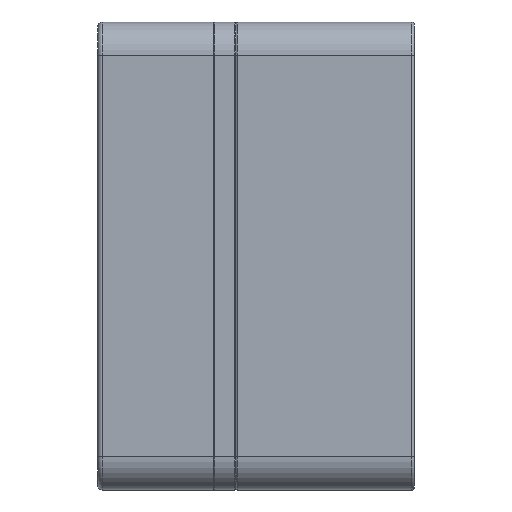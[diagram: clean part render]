
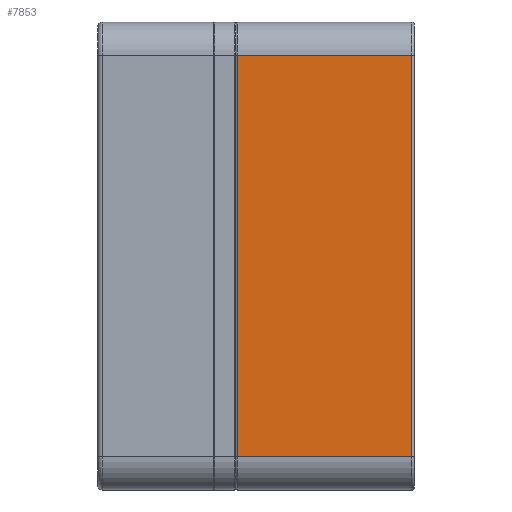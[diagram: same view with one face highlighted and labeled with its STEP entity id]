
A CAD part, left-side view. The second image highlights one B-rep face of the part: STEP entity #7853.
In plain terms, the highlighted planar face has unit normal (-1, 0, 0).
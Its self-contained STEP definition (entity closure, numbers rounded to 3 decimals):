
#281=PLANE('',#8742);
#751=FACE_OUTER_BOUND('',#1262,.T.);
#1262=EDGE_LOOP('',(#6716,#6717,#6718,#6719));
#2405=LINE('',#13337,#3030);
#2406=LINE('',#13342,#3031);
#2408=LINE('',#13348,#3033);
#2409=LINE('',#13349,#3034);
#3030=VECTOR('',#10937,10.);
#3031=VECTOR('',#10944,10.);
#3033=VECTOR('',#10950,10.);
#3034=VECTOR('',#10951,10.);
#3731=VERTEX_POINT('',#13331);
#3732=VERTEX_POINT('',#13335);
#3733=VERTEX_POINT('',#13341);
#3735=VERTEX_POINT('',#13347);
#4768=EDGE_CURVE('',#3732,#3731,#2405,.T.);
#4770=EDGE_CURVE('',#3731,#3733,#2406,.T.);
#4773=EDGE_CURVE('',#3732,#3735,#2408,.T.);
#4774=EDGE_CURVE('',#3733,#3735,#2409,.T.);
#6716=ORIENTED_EDGE('',*,*,#4768,.F.);
#6717=ORIENTED_EDGE('',*,*,#4773,.T.);
#6718=ORIENTED_EDGE('',*,*,#4774,.F.);
#6719=ORIENTED_EDGE('',*,*,#4770,.F.);
#7853=ADVANCED_FACE('',(#751),#281,.T.);
#8742=AXIS2_PLACEMENT_3D('',#13346,#10948,#10949);
#10937=DIRECTION('',(0.,0.,1.));
#10944=DIRECTION('',(0.,-1.,0.));
#10948=DIRECTION('center_axis',(-1.,0.,0.));
#10949=DIRECTION('ref_axis',(0.,0.,-1.));
#10950=DIRECTION('',(0.,-1.,0.));
#10951=DIRECTION('',(0.,0.,-1.));
#13331=CARTESIAN_POINT('',(0.,-12.5,-3.));
#13335=CARTESIAN_POINT('',(0.,-12.5,-39.));
#13337=CARTESIAN_POINT('',(0.,-12.5,-12.));
#13341=CARTESIAN_POINT('',(0.,-28.2,-3.));
#13342=CARTESIAN_POINT('',(0.,-12.4,-3.));
#13346=CARTESIAN_POINT('Origin',(0.,-12.4,-3.));
#13347=CARTESIAN_POINT('',(0.,-28.2,-39.));
#13348=CARTESIAN_POINT('',(0.,-12.4,-39.));
#13349=CARTESIAN_POINT('',(0.,-28.2,-12.));
